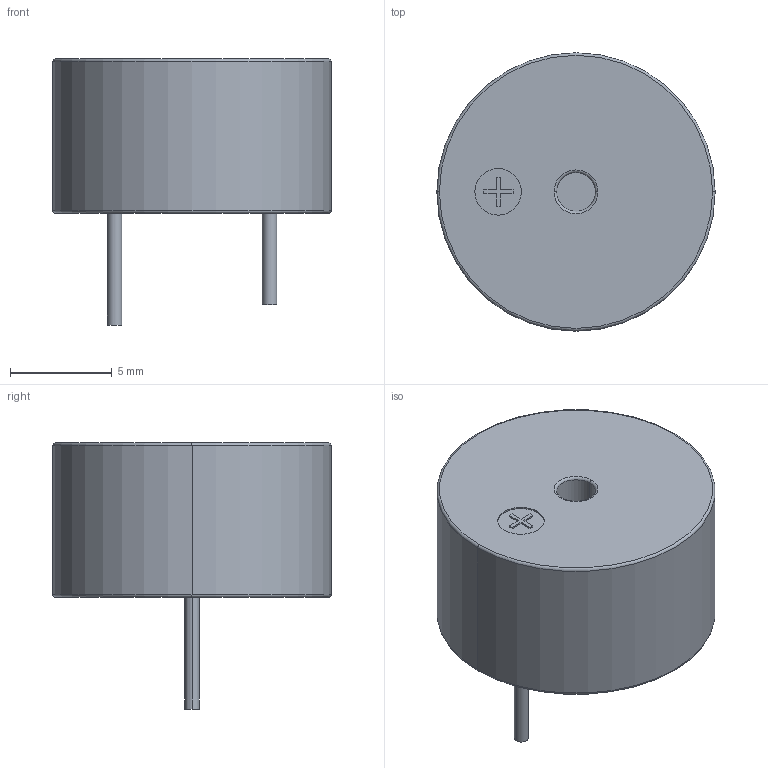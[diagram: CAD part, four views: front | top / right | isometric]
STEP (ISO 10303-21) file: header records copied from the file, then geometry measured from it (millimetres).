
FILE_DESCRIPTION (( 'STEP AP214' ), '1' );
FILE_NAME ('02935702-FAB0-4E77-90AB-8EABBD460E8E.STEP', '2023-08-24T10:33:02', ( '' ), ( '' ), 'SwSTEP 2.0', 'SolidWorks 2022', '' );
FILE_SCHEMA (( 'AUTOMOTIVE_DESIGN' ));
Length unit declared in the file: inch
Products named in the file (1): 02935702-FAB0-4E77-90AB-8EABBD460E8E
Bounding box: 13.69 x 13.69 x 13.09 mm (x, y, z)
Volume: 1114.1 mm3; surface area: 654.4 mm2
Topology: 1 solids, 1 shells, 35 faces, 78 edges, 50 vertices
Faces by surface type: plane 19, cylinder 10, torus 6
Entity records: 1471 total; most frequent: DIRECTION 182, CARTESIAN_POINT 164, ORIENTED_EDGE 156, EDGE_CURVE 78, AXIS2_PLACEMENT_3D 68, VERTEX_POINT 50, LINE 46, VECTOR 46
